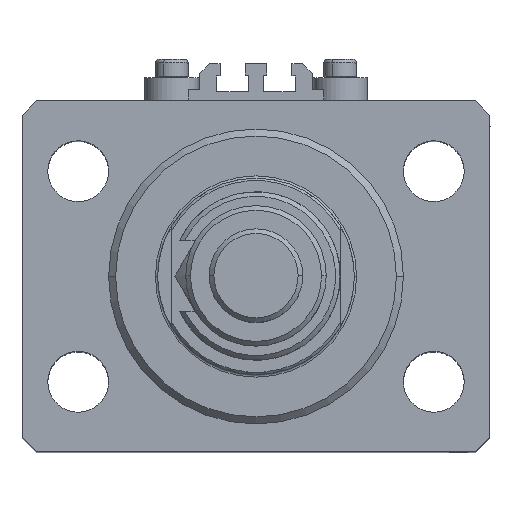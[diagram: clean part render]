
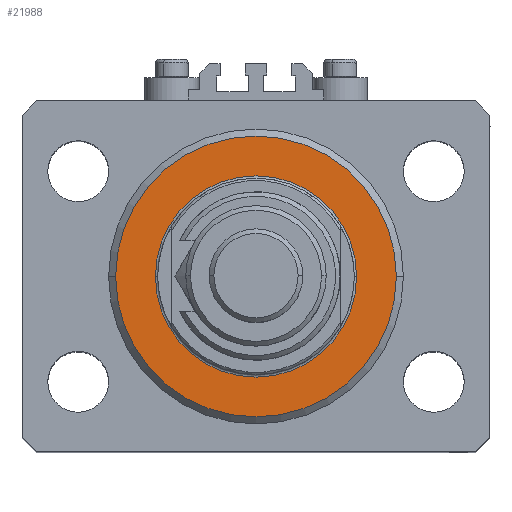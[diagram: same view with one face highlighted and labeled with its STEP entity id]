
A CAD part, top view. The second image highlights one B-rep face of the part: STEP entity #21988.
In plain terms, the highlighted face is planar.
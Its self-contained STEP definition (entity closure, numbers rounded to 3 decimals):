
#2861 = PLANE ( 'NONE',  #32982 ) ;
#3767 = DIRECTION ( 'NONE',  ( 0., 0., 1. ) ) ;
#4624 = CIRCLE ( 'NONE', #43407, 21.5 ) ;
#5371 = DIRECTION ( 'NONE',  ( 1., 0., 0. ) ) ;
#6676 = DIRECTION ( 'NONE',  ( 1., 0., 0. ) ) ;
#7819 = EDGE_CURVE ( 'NONE', #29692, #32493, #13056, .T. ) ;
#7854 = ORIENTED_EDGE ( 'NONE', *, *, #7819, .T. ) ;
#9037 = DIRECTION ( 'NONE',  ( 1., 0., 0. ) ) ;
#9184 = CARTESIAN_POINT ( 'NONE',  ( 0., 0., 0. ) ) ;
#10768 = EDGE_CURVE ( 'NONE', #32493, #29692, #33343, .T. ) ;
#10852 = CIRCLE ( 'NONE', #13278, 21.5 ) ;
#12353 = CARTESIAN_POINT ( 'NONE',  ( 0., 0., 0. ) ) ;
#13056 = CIRCLE ( 'NONE', #43815, 30. ) ;
#13278 = AXIS2_PLACEMENT_3D ( 'NONE', #9184, #40121, #5371 ) ;
#13791 = FACE_BOUND ( 'NONE', #26385, .T. ) ;
#14396 = CARTESIAN_POINT ( 'NONE',  ( 30., 0., 0. ) ) ;
#16750 = EDGE_LOOP ( 'NONE', ( #7854, #44408 ) ) ;
#18260 = ORIENTED_EDGE ( 'NONE', *, *, #19692, .T. ) ;
#19239 = CARTESIAN_POINT ( 'NONE',  ( -21.5, 0., 0. ) ) ;
#19692 = EDGE_CURVE ( 'NONE', #45705, #35419, #4624, .T. ) ;
#21988 = ADVANCED_FACE ( 'NONE', ( #13791, #37121 ), #2861, .F. ) ;
#26385 = EDGE_LOOP ( 'NONE', ( #18260, #31697 ) ) ;
#27596 = CARTESIAN_POINT ( 'NONE',  ( 0., 0., 0. ) ) ;
#28332 = DIRECTION ( 'NONE',  ( 0., 0., -1. ) ) ;
#29692 = VERTEX_POINT ( 'NONE', #14396 ) ;
#31697 = ORIENTED_EDGE ( 'NONE', *, *, #43868, .T. ) ;
#32493 = VERTEX_POINT ( 'NONE', #37646 ) ;
#32982 = AXIS2_PLACEMENT_3D ( 'NONE', #45474, #33080, #6676 ) ;
#33080 = DIRECTION ( 'NONE',  ( 0., 0., 1. ) ) ;
#33343 = CIRCLE ( 'NONE', #48709, 30. ) ;
#35419 = VERTEX_POINT ( 'NONE', #19239 ) ;
#36927 = CARTESIAN_POINT ( 'NONE',  ( 21.5, 0., 0. ) ) ;
#37121 = FACE_OUTER_BOUND ( 'NONE', #16750, .T. ) ;
#37646 = CARTESIAN_POINT ( 'NONE',  ( -30., 0., 0. ) ) ;
#38480 = DIRECTION ( 'NONE',  ( 0., 0., -1. ) ) ;
#39019 = DIRECTION ( 'NONE',  ( 1., 0., 0. ) ) ;
#40121 = DIRECTION ( 'NONE',  ( 0., 0., 1. ) ) ;
#42315 = CARTESIAN_POINT ( 'NONE',  ( 0., 0., 0. ) ) ;
#43040 = DIRECTION ( 'NONE',  ( 1., 0., 0. ) ) ;
#43407 = AXIS2_PLACEMENT_3D ( 'NONE', #42315, #3767, #39019 ) ;
#43815 = AXIS2_PLACEMENT_3D ( 'NONE', #12353, #28332, #9037 ) ;
#43868 = EDGE_CURVE ( 'NONE', #35419, #45705, #10852, .T. ) ;
#44408 = ORIENTED_EDGE ( 'NONE', *, *, #10768, .T. ) ;
#45474 = CARTESIAN_POINT ( 'NONE',  ( 0., 0., 0. ) ) ;
#45705 = VERTEX_POINT ( 'NONE', #36927 ) ;
#48709 = AXIS2_PLACEMENT_3D ( 'NONE', #27596, #38480, #43040 ) ;
